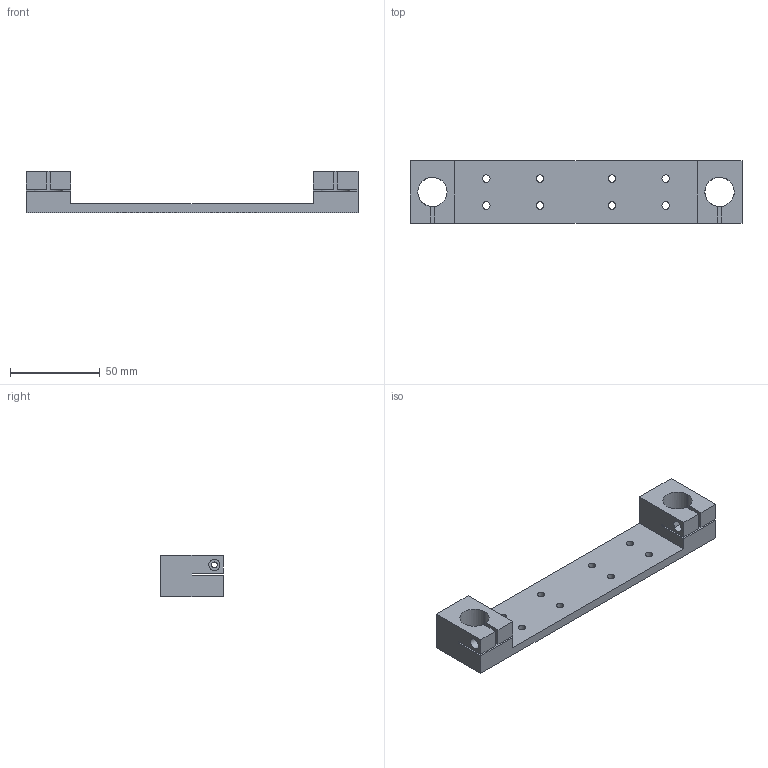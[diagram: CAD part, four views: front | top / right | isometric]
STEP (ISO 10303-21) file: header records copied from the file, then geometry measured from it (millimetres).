
FILE_DESCRIPTION(/* description */ (''),/* implementation_level */ '2;1');
FILE_NAME(/* name */ 'top_mount.step',/* time_stamp */ '2021-03-21T14:48:55+07:00',/* author */ (''),/* organization */ (''),/* preprocessor_version */ 'ST-DEVELOPER v18.1',/* originating_system */ 'Autodesk Translation Framework v9.10.0.1330',/* authorisation */ '');
FILE_SCHEMA (('AUTOMOTIVE_DESIGN { 1 0 10303 214 3 1 1 }'));
Length unit declared in the file: millimetre
Products named in the file (1): верхнее крепление
Bounding box: 185 x 35 x 23 mm (x, y, z)
Volume: 51895.3 mm3; surface area: 23284.1 mm2
Topology: 1 solids, 1 shells, 62 faces, 170 edges, 112 vertices
Faces by surface type: plane 44, cylinder 18
Full cylindrical faces by diameter (mm): 3.2 x4, 4.2 x8, 6.2 x2, 16.3 x2
Entity records: 2051 total; most frequent: CARTESIAN_POINT 345, ORIENTED_EDGE 340, DIRECTION 336, EDGE_CURVE 170, LINE 130, VECTOR 130, VERTEX_POINT 112, AXIS2_PLACEMENT_3D 103
